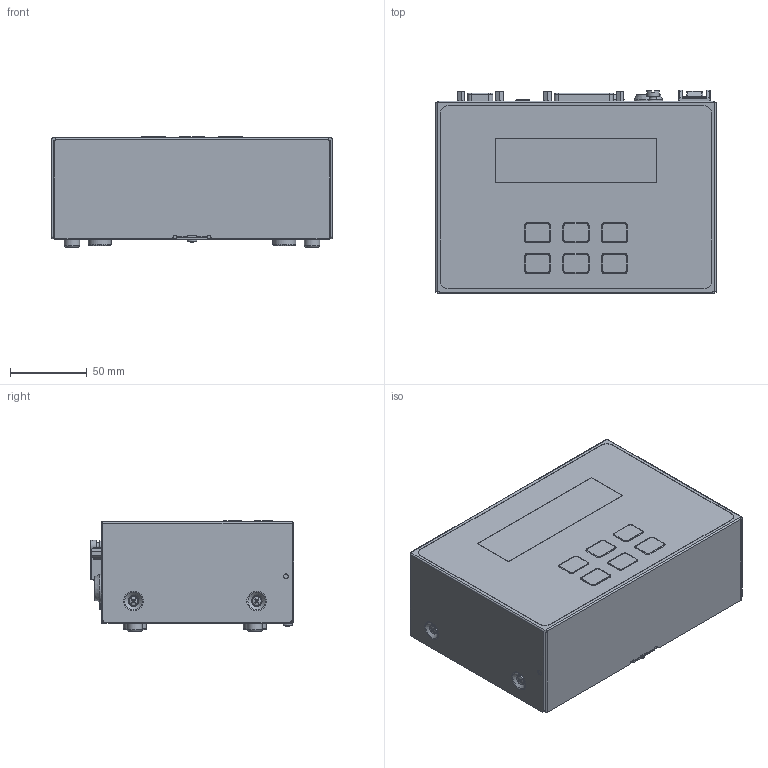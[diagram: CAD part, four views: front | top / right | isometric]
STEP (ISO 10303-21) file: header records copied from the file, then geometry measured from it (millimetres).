
FILE_DESCRIPTION( ( 'STEP AP214' ), '1' );
FILE_NAME( 'MPS08B.step', '2021-02-24T10:22:23', ( ' ' ), ( ' ' ), 'XStep 1.0', ' ', ' ' );
FILE_SCHEMA( ( 'automotive_design' ) );
Length unit declared in the file: millimetre
Products named in the file (1): 1
Bounding box: 182 x 132 x 71.5 mm (x, y, z)
Volume: 1508498.3 mm3; surface area: 96072.7 mm2
Topology: 1 solids, 2 shells, 1173 faces, 2943 edges, 1901 vertices
Faces by surface type: plane 639, cylinder 295, cone 101, torus 85, bspline 36, sphere 17
Full cylindrical faces by diameter (mm): 1.2 x34, 2 x1, 2.5 x7, 2.6 x4, 3 x2, 3.2 x2, 4.8 x4, 5 x4, 6 x2, 6.5 x1, 7 x1, 8 x5, 10 x4, 12.5 x2, 14 x2, 15 x4, 18.5 x2
Entity records: 43749 total; most frequent: CARTESIAN_POINT 7404, DIRECTION 5600, ORIENTED_EDGE 5322, EDGE_CURVE 2661, AXIS2_PLACEMENT_3D 2000, VERTEX_POINT 1802, LINE 1600, VECTOR 1600
